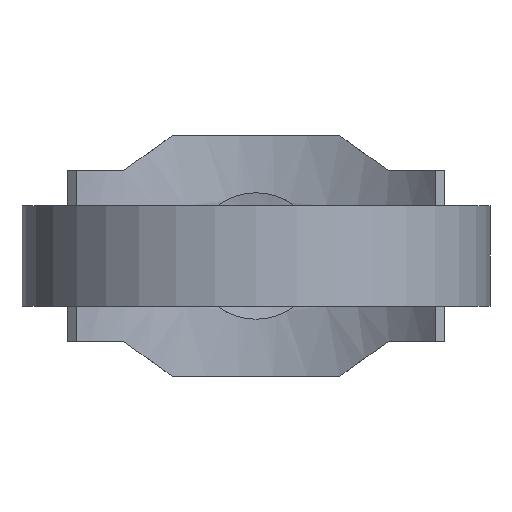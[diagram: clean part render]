
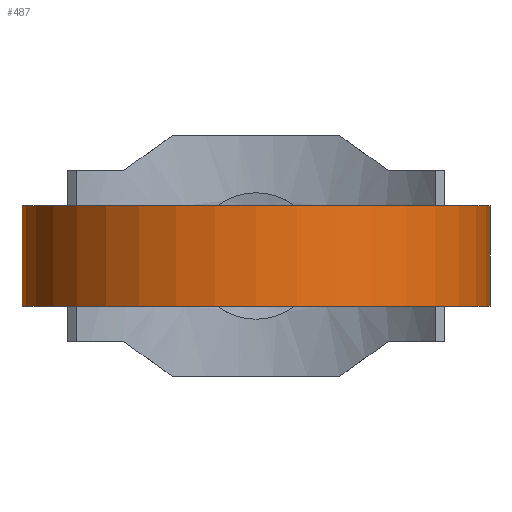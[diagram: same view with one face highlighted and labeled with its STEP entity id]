
A CAD part, front view. The second image highlights one B-rep face of the part: STEP entity #487.
In plain terms, the highlighted cylindrical face has radius 140 mm (diameter 280 mm), a partial arc.
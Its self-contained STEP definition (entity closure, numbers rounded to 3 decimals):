
#243 = VERTEX_POINT( '', #617 );
#247 = VERTEX_POINT( '', #621 );
#283 = EDGE_CURVE( '', #523, #505, #660, .T. );
#431 = EDGE_CURVE( '', #523, #247, #824, .T. );
#473 = EDGE_CURVE( '', #243, #505, #870, .T. );
#487 = ADVANCED_FACE( '', ( #885 ), #886, .T. );
#505 = VERTEX_POINT( '', #905 );
#507 = EDGE_CURVE( '', #247, #243, #907, .T. );
#523 = VERTEX_POINT( '', #927 );
#617 = CARTESIAN_POINT( '', ( 140., 0., 30. ) );
#621 = CARTESIAN_POINT( '', ( -140., 0., 30. ) );
#660 = CIRCLE( '', #1083, 140. );
#824 = LINE( '', #1460, #1461 );
#870 = LINE( '', #1518, #1519 );
#885 = FACE_OUTER_BOUND( '', #1538, .T. );
#886 = CYLINDRICAL_SURFACE( '', #1539, 140. );
#905 = CARTESIAN_POINT( '', ( 140., 0., -30. ) );
#907 = CIRCLE( '', #1631, 140. );
#927 = CARTESIAN_POINT( '', ( -140., 0., -30. ) );
#1083 = AXIS2_PLACEMENT_3D( '', #1864, #1865, #1866 );
#1460 = CARTESIAN_POINT( '', ( -140., 0., 30. ) );
#1461 = VECTOR( '', #2064, 1. );
#1518 = CARTESIAN_POINT( '', ( 140., 0., 30. ) );
#1519 = VECTOR( '', #2123, 1. );
#1538 = EDGE_LOOP( '', ( #2140, #2141, #2142, #2143 ) );
#1539 = AXIS2_PLACEMENT_3D( '', #2144, #2145, #2146 );
#1631 = AXIS2_PLACEMENT_3D( '', #2162, #2163, #2164 );
#1864 = CARTESIAN_POINT( '', ( 0., 0., -30. ) );
#1865 = DIRECTION( '', ( 0., 0., 1. ) );
#1866 = DIRECTION( '', ( 1., 0., 0. ) );
#2064 = DIRECTION( '', ( 0., 0., 1. ) );
#2123 = DIRECTION( '', ( 0., 0., -1. ) );
#2140 = ORIENTED_EDGE( '', *, *, #473, .F. );
#2141 = ORIENTED_EDGE( '', *, *, #507, .F. );
#2142 = ORIENTED_EDGE( '', *, *, #431, .F. );
#2143 = ORIENTED_EDGE( '', *, *, #283, .T. );
#2144 = CARTESIAN_POINT( '', ( 0., 0., 30. ) );
#2145 = DIRECTION( '', ( 0., 0., 1. ) );
#2146 = DIRECTION( '', ( 1., 0., 0. ) );
#2162 = CARTESIAN_POINT( '', ( 0., 0., 30. ) );
#2163 = DIRECTION( '', ( 0., 0., 1. ) );
#2164 = DIRECTION( '', ( 1., 0., 0. ) );
